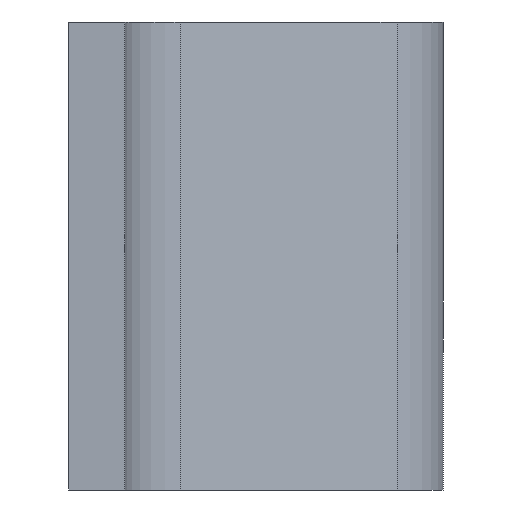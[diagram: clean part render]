
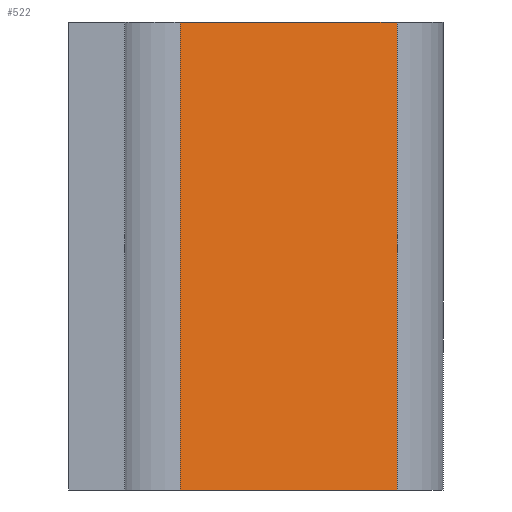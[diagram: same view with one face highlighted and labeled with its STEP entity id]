
A CAD part, left-side view. The second image highlights one B-rep face of the part: STEP entity #522.
In plain terms, the highlighted planar face has unit normal (-0.862, -0.507, 0).
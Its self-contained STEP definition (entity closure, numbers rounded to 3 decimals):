
#464=CARTESIAN_POINT('',(30.803,-17.557,25.0));
#465=VERTEX_POINT('',#464);
#473=CARTESIAN_POINT('',(30.803,-17.557,0.0));
#474=VERTEX_POINT('',#473);
#475=CARTESIAN_POINT('',(30.803,-17.557,0.0));
#476=DIRECTION('',(0.0,0.0,1.0));
#477=VECTOR('',#476,25.0);
#478=LINE('',#475,#477);
#479=EDGE_CURVE('',#474,#465,#478,.T.);
#492=CARTESIAN_POINT('',(30.803,-17.557,0.0));
#493=DIRECTION('',(-0.862,-0.507,0.0));
#494=DIRECTION('',(0.0,0.0,1.0));
#495=AXIS2_PLACEMENT_3D('',#492,#493,#494);
#496=PLANE('',#495);
#497=CARTESIAN_POINT('',(23.993,-5.98,25.0));
#498=VERTEX_POINT('',#497);
#499=CARTESIAN_POINT('',(30.803,-17.557,25.0));
#500=DIRECTION('',(-0.507,0.862,0.0));
#501=VECTOR('',#500,13.432);
#502=LINE('',#499,#501);
#503=EDGE_CURVE('',#465,#498,#502,.T.);
#504=ORIENTED_EDGE('',*,*,#503,.T.);
#505=CARTESIAN_POINT('',(23.993,-5.98,0.0));
#506=VERTEX_POINT('',#505);
#507=CARTESIAN_POINT('',(23.993,-5.98,0.0));
#508=DIRECTION('',(0.0,0.0,1.0));
#509=VECTOR('',#508,25.0);
#510=LINE('',#507,#509);
#511=EDGE_CURVE('',#506,#498,#510,.T.);
#512=ORIENTED_EDGE('',*,*,#511,.F.);
#513=CARTESIAN_POINT('',(30.803,-17.557,0.0));
#514=DIRECTION('',(-0.507,0.862,0.0));
#515=VECTOR('',#514,13.432);
#516=LINE('',#513,#515);
#517=EDGE_CURVE('',#474,#506,#516,.T.);
#518=ORIENTED_EDGE('',*,*,#517,.F.);
#519=ORIENTED_EDGE('',*,*,#479,.T.);
#520=EDGE_LOOP('',(#504,#512,#518,#519));
#521=FACE_OUTER_BOUND('',#520,.T.);
#522=ADVANCED_FACE('',(#521),#496,.T.);
